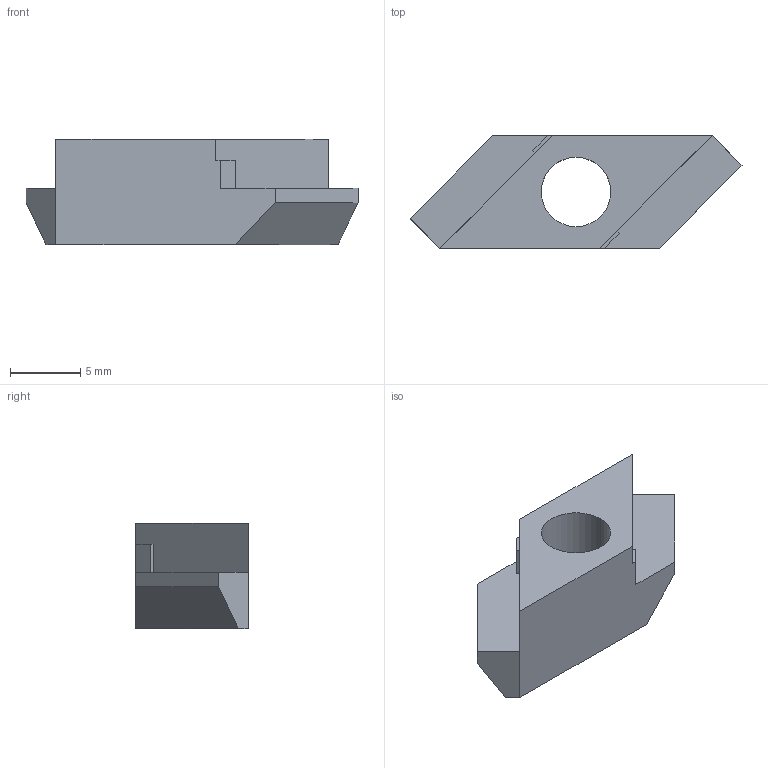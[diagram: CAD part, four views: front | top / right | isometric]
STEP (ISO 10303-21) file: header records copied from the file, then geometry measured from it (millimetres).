
FILE_DESCRIPTION (( 'STEP AP214' ), '1' );
FILE_NAME ('SV2180N.STEP', '2021-10-21T11:34:29', ( '' ), ( '' ), 'SwSTEP 2.0', 'SolidWorks 2021', '' );
FILE_SCHEMA (( 'AUTOMOTIVE_DESIGN' ));
Length unit declared in the file: millimetre
Products named in the file (1): SV2180N
Bounding box: 23.56 x 8 x 7.5 mm (x, y, z)
Volume: 719.7 mm3; surface area: 717 mm2
Topology: 1 solids, 1 shells, 22 faces, 58 edges, 38 vertices
Faces by surface type: plane 20, cylinder 2
Entity records: 708 total; most frequent: CARTESIAN_POINT 119, ORIENTED_EDGE 116, DIRECTION 108, EDGE_CURVE 58, VECTOR 54, LINE 54, VERTEX_POINT 38, AXIS2_PLACEMENT_3D 27
